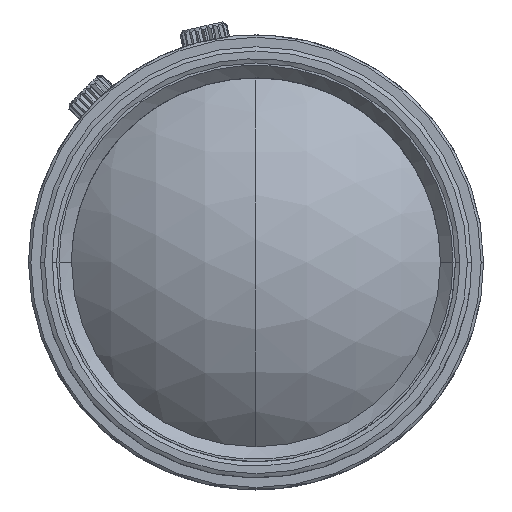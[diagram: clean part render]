
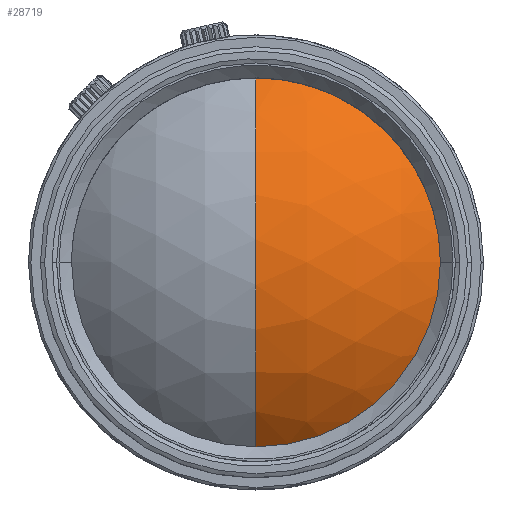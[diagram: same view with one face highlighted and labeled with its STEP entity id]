
A CAD part, top view. The second image highlights one B-rep face of the part: STEP entity #28719.
In plain terms, the highlighted spherical face has radius 21.955 mm.
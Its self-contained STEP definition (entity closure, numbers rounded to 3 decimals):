
#28648=CARTESIAN_POINT('Vertex',(0.,-15.4,57.349)) ;
#28669=CARTESIAN_POINT('Vertex',(15.4,0.,57.349)) ;
#28672=CARTESIAN_POINT('Axis2P3D Location',(0.,0.,57.349)) ;
#28685=CARTESIAN_POINT('Axis2P3D Location',(0.,0.,41.701)) ;
#28690=CARTESIAN_POINT('Axis2P3D Location',(0.,0.,41.701)) ;
#28694=CARTESIAN_POINT('Vertex',(0.,15.4,57.349)) ;
#28698=CARTESIAN_POINT('Control Point',(15.4,0.,57.349)) ;
#28699=CARTESIAN_POINT('Control Point',(15.4,1.107,57.349)) ;
#28700=CARTESIAN_POINT('Control Point',(15.3,2.215,57.349)) ;
#28701=CARTESIAN_POINT('Control Point',(15.101,3.332,57.349)) ;
#28702=CARTESIAN_POINT('Control Point',(14.515,5.455,57.349)) ;
#28703=CARTESIAN_POINT('Control Point',(13.471,7.588,57.349)) ;
#28704=CARTESIAN_POINT('Control Point',(12.874,8.574,57.349)) ;
#28705=CARTESIAN_POINT('Control Point',(11.393,10.552,57.349)) ;
#28706=CARTESIAN_POINT('Control Point',(9.45,12.271,57.349)) ;
#28707=CARTESIAN_POINT('Control Point',(8.332,13.059,57.349)) ;
#28708=CARTESIAN_POINT('Control Point',(6.073,14.298,57.349)) ;
#28709=CARTESIAN_POINT('Control Point',(3.601,15.046,57.349)) ;
#28710=CARTESIAN_POINT('Control Point',(2.41,15.282,57.349)) ;
#28711=CARTESIAN_POINT('Control Point',(1.205,15.4,57.349)) ;
#28712=CARTESIAN_POINT('Control Point',(0.,15.4,57.349)) ;
#28673=DIRECTION('Axis2P3D Direction',(0.,0.,1.)) ;
#28686=DIRECTION('Axis2P3D Direction',(-1.,0.,0.)) ;
#28687=DIRECTION('Axis2P3D XDirection',(0.,-1.,0.)) ;
#28691=DIRECTION('Axis2P3D Direction',(-1.,0.,0.)) ;
#28674=AXIS2_PLACEMENT_3D('Circle Axis2P3D',#28672,#28673,$) ;
#28688=AXIS2_PLACEMENT_3D('Sphere Axis2P3D',#28685,#28686,#28687) ;
#28692=AXIS2_PLACEMENT_3D('Circle Axis2P3D',#28690,#28691,$) ;
#28715=ORIENTED_EDGE('',*,*,#28696,.F.) ;
#28716=ORIENTED_EDGE('',*,*,#28676,.T.) ;
#28717=ORIENTED_EDGE('',*,*,#28713,.T.) ;
#28719=ADVANCED_FACE('\X2\FF8AFF9FFF70FF82\X0\ \X2\FF8EFF9EFF83FF9EFF68FF70\X0\.1',(#28718),#28689,.T.) ;
#28697=B_SPLINE_CURVE_WITH_KNOTS('',5,(#28698,#28699,#28700,#28701,#28702,#28703,#28704,#28705,#28706,#28707,#28708,#28709,#28710,#28711,#28712),.UNSPECIFIED.,.F.,.U.,(6,3,3,3,6),(0.,10.033,18.814,28.2,36.475),.UNSPECIFIED.) ;
#28675=CIRCLE('generated circle',#28674,15.4) ;
#28693=CIRCLE('generated circle',#28692,21.955) ;
#28676=EDGE_CURVE('',#28649,#28670,#28675,.T.) ;
#28696=EDGE_CURVE('',#28649,#28695,#28693,.T.) ;
#28713=EDGE_CURVE('',#28670,#28695,#28697,.T.) ;
#28714=EDGE_LOOP('',(#28715,#28716,#28717)) ;
#28718=FACE_OUTER_BOUND('',#28714,.T.) ;
#28689=SPHERICAL_SURFACE('',#28688,21.955) ;
#28649=VERTEX_POINT('',#28648) ;
#28670=VERTEX_POINT('',#28669) ;
#28695=VERTEX_POINT('',#28694) ;
